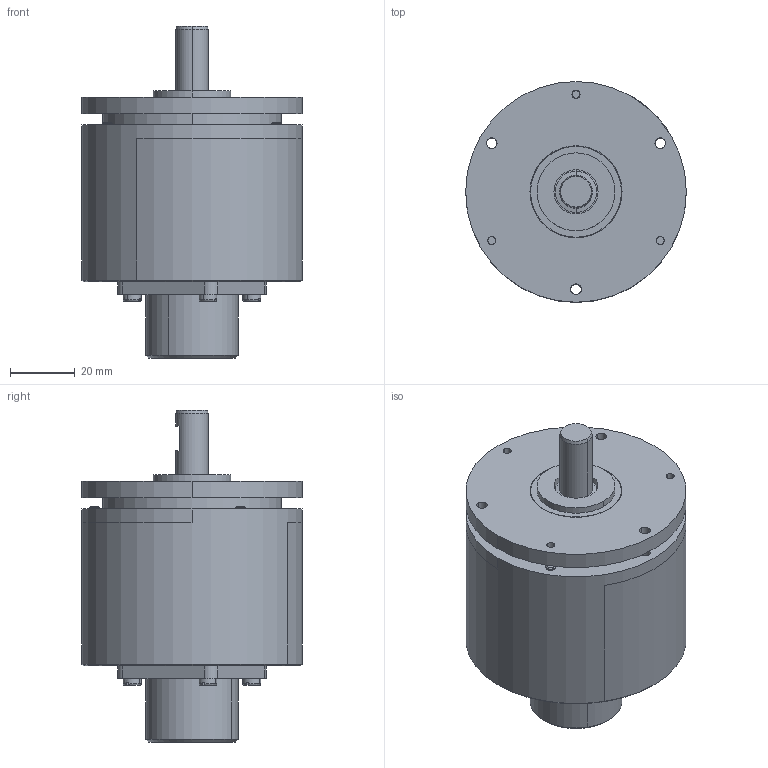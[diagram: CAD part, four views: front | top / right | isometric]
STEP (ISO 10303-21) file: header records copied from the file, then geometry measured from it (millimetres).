
FILE_DESCRIPTION((''),'2;1');
FILE_NAME('507712','2010-11-10T',('se2802'),(''),'PRO/ENGINEER BY PARAMETRIC TECHNOLOGY CORPORATION, 2010180','PRO/ENGINEER BY PARAMETRIC TECHNOLOGY CORPORATION, 2010180','');
FILE_SCHEMA(('CONFIG_CONTROL_DESIGN'));
Products named in the file (1): 507712
Bounding box: 68 x 68 x 102.3 mm (x, y, z)
Volume: 148120.2 mm3; surface area: 50353.8 mm2
Topology: 2 solids, 3 shells, 1663 faces, 4448 edges, 2920 vertices
Faces by surface type: plane 898, cylinder 353, extrusion 324, cone 62, torus 20, sphere 6
Entity records: 56405 total; most frequent: CARTESIAN_POINT 15616, ORIENTED_EDGE 8880, DIRECTION 7524, EDGE_CURVE 4440, VECTOR 2966, VERTEX_POINT 2920, LINE 2642, AXIS2_PLACEMENT_3D 2279
